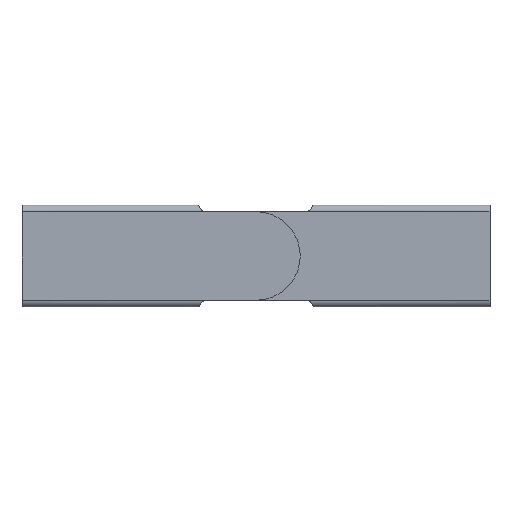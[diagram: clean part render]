
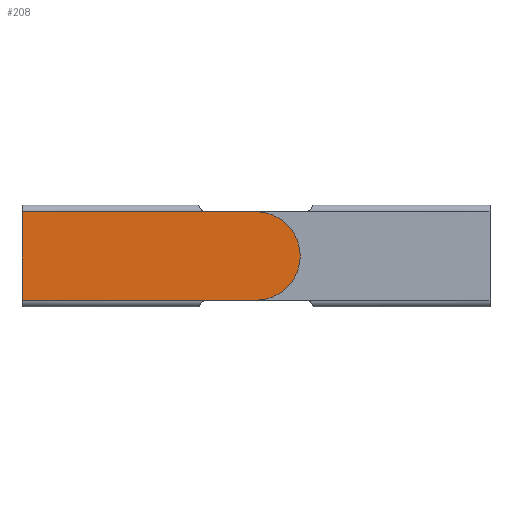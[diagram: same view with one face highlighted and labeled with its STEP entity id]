
A CAD part, top view. The second image highlights one B-rep face of the part: STEP entity #208.
In plain terms, the highlighted planar face has unit normal (0, 0, 1).
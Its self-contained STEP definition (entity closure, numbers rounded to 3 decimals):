
#1 = CARTESIAN_POINT ( 'NONE',  ( 75.5, -24.1, 0. ) ) ;
#5 = CARTESIAN_POINT ( 'NONE',  ( -75.5, -24.1, 0. ) ) ;
#19 = AXIS2_PLACEMENT_3D ( 'NONE', #425, #121, #367 ) ;
#55 = VERTEX_POINT ( 'NONE', #752 ) ;
#61 = VECTOR ( 'NONE', #63, 1000. ) ;
#63 = DIRECTION ( 'NONE',  ( -1., 0., 0. ) ) ;
#74 = CARTESIAN_POINT ( 'NONE',  ( 75.5, 24.1, 0. ) ) ;
#99 = EDGE_CURVE ( 'NONE', #320, #55, #580, .T. ) ;
#102 = ORIENTED_EDGE ( 'NONE', *, *, #140, .T. ) ;
#121 = DIRECTION ( 'NONE',  ( 0., 0., 1. ) ) ;
#135 = LINE ( 'NONE', #733, #61 ) ;
#137 = FACE_OUTER_BOUND ( 'NONE', #766, .T. ) ;
#140 = EDGE_CURVE ( 'NONE', #553, #485, #620, .T. ) ;
#153 = VECTOR ( 'NONE', #331, 1000. ) ;
#175 = CARTESIAN_POINT ( 'NONE',  ( 24.47, -24.03, 0. ) ) ;
#196 = DIRECTION ( 'NONE',  ( 0., 0., -1. ) ) ;
#208 = ADVANCED_FACE ( 'NONE', ( #137 ), #564, .F. ) ;
#211 = VERTEX_POINT ( 'NONE', #5 ) ;
#216 = EDGE_CURVE ( 'NONE', #426, #249, #465, .T. ) ;
#219 = LINE ( 'NONE', #589, #541 ) ;
#223 = CARTESIAN_POINT ( 'NONE',  ( 75.5, 24.03, 0. ) ) ;
#233 = CARTESIAN_POINT ( 'NONE',  ( 51.47, -24.03, 0. ) ) ;
#249 = VERTEX_POINT ( 'NONE', #233 ) ;
#250 = EDGE_CURVE ( 'NONE', #249, #320, #769, .T. ) ;
#257 = CARTESIAN_POINT ( 'NONE',  ( 24.47, 24.03, 0. ) ) ;
#263 = CARTESIAN_POINT ( 'NONE',  ( 51.47, 0., 0. ) ) ;
#287 = CARTESIAN_POINT ( 'NONE',  ( 75.5, -24.03, 0. ) ) ;
#300 = ORIENTED_EDGE ( 'NONE', *, *, #793, .F. ) ;
#301 = DIRECTION ( 'NONE',  ( 0., 0., -1. ) ) ;
#312 = ORIENTED_EDGE ( 'NONE', *, *, #216, .F. ) ;
#320 = VERTEX_POINT ( 'NONE', #175 ) ;
#331 = DIRECTION ( 'NONE',  ( -1., 0., 0. ) ) ;
#347 = LINE ( 'NONE', #223, #776 ) ;
#367 = DIRECTION ( 'NONE',  ( -1., 0., 0. ) ) ;
#382 = VERTEX_POINT ( 'NONE', #257 ) ;
#398 = AXIS2_PLACEMENT_3D ( 'NONE', #1, #196, #437 ) ;
#425 = CARTESIAN_POINT ( 'NONE',  ( 24.47, 28.03, 0. ) ) ;
#426 = VERTEX_POINT ( 'NONE', #780 ) ;
#427 = CARTESIAN_POINT ( 'NONE',  ( -75.5, 24.1, 0. ) ) ;
#437 = DIRECTION ( 'NONE',  ( -1., 0., 0. ) ) ;
#440 = VECTOR ( 'NONE', #464, 1000. ) ;
#457 = CARTESIAN_POINT ( 'NONE',  ( 24.47, -27.65, 0. ) ) ;
#464 = DIRECTION ( 'NONE',  ( -1., 0., 0. ) ) ;
#465 = CIRCLE ( 'NONE', #724, 24.03 ) ;
#485 = VERTEX_POINT ( 'NONE', #427 ) ;
#519 = DIRECTION ( 'NONE',  ( -1., 0., 0. ) ) ;
#529 = CARTESIAN_POINT ( 'NONE',  ( 23.725, 24.1, 0. ) ) ;
#539 = DIRECTION ( 'NONE',  ( -1., 0., 0. ) ) ;
#540 = AXIS2_PLACEMENT_3D ( 'NONE', #457, #644, #690 ) ;
#541 = VECTOR ( 'NONE', #765, 1000. ) ;
#553 = VERTEX_POINT ( 'NONE', #529 ) ;
#564 = PLANE ( 'NONE',  #398 ) ;
#576 = ORIENTED_EDGE ( 'NONE', *, *, #99, .F. ) ;
#580 = CIRCLE ( 'NONE', #540, 3.62 ) ;
#587 = EDGE_CURVE ( 'NONE', #485, #211, #219, .T. ) ;
#589 = CARTESIAN_POINT ( 'NONE',  ( -75.5, -24.1, 0. ) ) ;
#620 = LINE ( 'NONE', #74, #153 ) ;
#632 = ORIENTED_EDGE ( 'NONE', *, *, #668, .T. ) ;
#644 = DIRECTION ( 'NONE',  ( 0., 0., 1. ) ) ;
#654 = ORIENTED_EDGE ( 'NONE', *, *, #587, .T. ) ;
#663 = ORIENTED_EDGE ( 'NONE', *, *, #711, .F. ) ;
#668 = EDGE_CURVE ( 'NONE', #426, #382, #347, .T. ) ;
#689 = ORIENTED_EDGE ( 'NONE', *, *, #250, .F. ) ;
#690 = DIRECTION ( 'NONE',  ( -1., 0., 0. ) ) ;
#711 = EDGE_CURVE ( 'NONE', #553, #382, #725, .T. ) ;
#724 = AXIS2_PLACEMENT_3D ( 'NONE', #263, #301, #539 ) ;
#725 = CIRCLE ( 'NONE', #19, 4. ) ;
#733 = CARTESIAN_POINT ( 'NONE',  ( 75.5, -24.1, 0. ) ) ;
#752 = CARTESIAN_POINT ( 'NONE',  ( 23.762, -24.1, 0. ) ) ;
#765 = DIRECTION ( 'NONE',  ( 0., -1., 0. ) ) ;
#766 = EDGE_LOOP ( 'NONE', ( #312, #632, #663, #102, #654, #300, #576, #689 ) ) ;
#769 = LINE ( 'NONE', #287, #440 ) ;
#776 = VECTOR ( 'NONE', #519, 1000. ) ;
#780 = CARTESIAN_POINT ( 'NONE',  ( 51.47, 24.03, 0. ) ) ;
#793 = EDGE_CURVE ( 'NONE', #55, #211, #135, .T. ) ;
